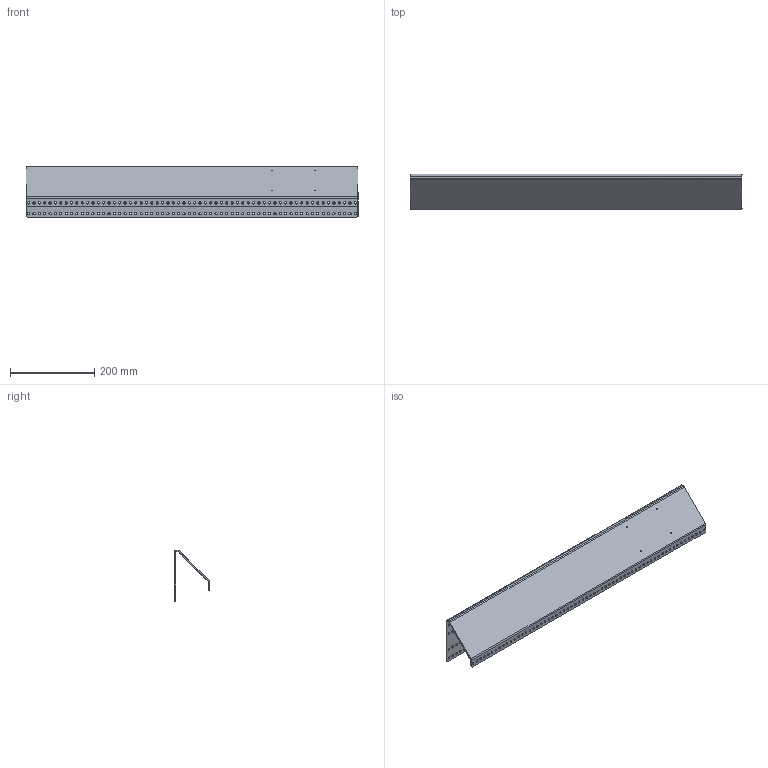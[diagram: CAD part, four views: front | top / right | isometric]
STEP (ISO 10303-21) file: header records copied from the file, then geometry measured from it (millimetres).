
FILE_DESCRIPTION (( 'STEP AP203' ), '1' );
FILE_NAME ('am-3356 AM14U3 End Sheet Long Wedge.STEP', '2016-01-15T21:17:38', ( '' ), ( '' ), 'SwSTEP 2.0', 'SolidWorks 2014', '' );
FILE_SCHEMA (( 'CONFIG_CONTROL_DESIGN' ));
Length unit declared in the file: inch
Products named in the file (1): am-3356 AM14U3 End Sheet Long Wedge
Bounding box: 787.4 x 84.58 x 121.63 mm (x, y, z)
Volume: 608105.7 mm3; surface area: 406230.5 mm2
Topology: 1 solids, 1 shells, 662 faces, 1956 edges, 1296 vertices
Faces by surface type: cylinder 634, plane 28
Entity records: 24191 total; most frequent: DIRECTION 4550, CARTESIAN_POINT 3915, ORIENTED_EDGE 3912, EDGE_CURVE 1956, AXIS2_PLACEMENT_3D 1931, VERTEX_POINT 1296, EDGE_LOOP 1290, CIRCLE 1268
